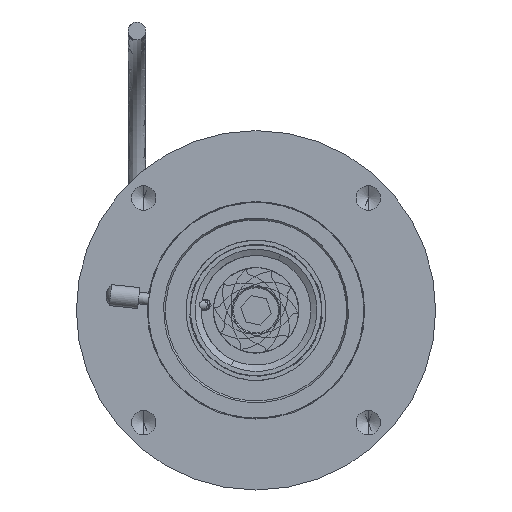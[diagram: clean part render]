
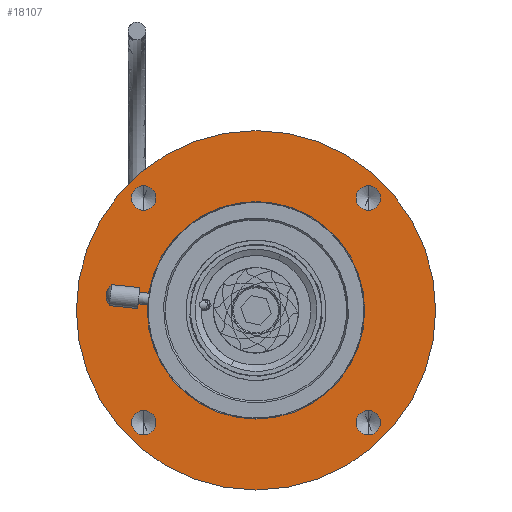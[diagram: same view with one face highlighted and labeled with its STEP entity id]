
A CAD part, left-side view. The second image highlights one B-rep face of the part: STEP entity #18107.
In plain terms, the highlighted planar face has unit normal (-1, 0, 0).
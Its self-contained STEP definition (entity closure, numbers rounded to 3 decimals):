
#1137 = CIRCLE ( 'NONE', #1911, 1.727 ) ;
#1911 = AXIS2_PLACEMENT_3D ( 'NONE', #24699, #56111, #29254 ) ;
#1928 = DIRECTION ( 'NONE',  ( 0., 0., 1. ) ) ;
#2407 = ORIENTED_EDGE ( 'NONE', *, *, #18968, .F. ) ;
#2623 = VERTEX_POINT ( 'NONE', #10353 ) ;
#3671 = CARTESIAN_POINT ( 'NONE',  ( 0., -15.875, -14.148 ) ) ;
#4677 = CARTESIAN_POINT ( 'NONE',  ( 0., 0., 0. ) ) ;
#4714 = CARTESIAN_POINT ( 'NONE',  ( 0., 0., -25.4 ) ) ;
#4767 = CARTESIAN_POINT ( 'NONE',  ( 0., 15.875, -15.875 ) ) ;
#4908 = EDGE_CURVE ( 'NONE', #13743, #57209, #33426, .T. ) ;
#5413 = AXIS2_PLACEMENT_3D ( 'NONE', #8902, #40335, #13399 ) ;
#5473 = ORIENTED_EDGE ( 'NONE', *, *, #41209, .F. ) ;
#5534 = FACE_BOUND ( 'NONE', #43512, .T. ) ;
#7220 = AXIS2_PLACEMENT_3D ( 'NONE', #45876, #18953, #50393 ) ;
#7433 = CARTESIAN_POINT ( 'NONE',  ( 0., 0., 0. ) ) ;
#7751 = DIRECTION ( 'NONE',  ( -1., 0., 0. ) ) ;
#8301 = CARTESIAN_POINT ( 'NONE',  ( 0., 0., 25.4 ) ) ;
#8544 = ORIENTED_EDGE ( 'NONE', *, *, #18472, .T. ) ;
#8638 = CARTESIAN_POINT ( 'NONE',  ( 0., -15.875, 15.875 ) ) ;
#8902 = CARTESIAN_POINT ( 'NONE',  ( 0., 15.875, -15.875 ) ) ;
#9200 = DIRECTION ( 'NONE',  ( 0., 0., 1. ) ) ;
#9278 = DIRECTION ( 'NONE',  ( 0., 0., 1. ) ) ;
#9543 = CIRCLE ( 'NONE', #32860, 1.727 ) ;
#10353 = CARTESIAN_POINT ( 'NONE',  ( 0., 0., 15.367 ) ) ;
#10997 = AXIS2_PLACEMENT_3D ( 'NONE', #14379, #45800, #18887 ) ;
#11911 = DIRECTION ( 'NONE',  ( 0., 0., 1. ) ) ;
#12341 = EDGE_CURVE ( 'NONE', #20786, #45290, #29266, .T. ) ;
#13138 = DIRECTION ( 'NONE',  ( 0., 0., 1. ) ) ;
#13399 = DIRECTION ( 'NONE',  ( 0., 0., 1. ) ) ;
#13743 = VERTEX_POINT ( 'NONE', #19976 ) ;
#14379 = CARTESIAN_POINT ( 'NONE',  ( 0., 15.875, 15.875 ) ) ;
#14905 = VERTEX_POINT ( 'NONE', #19351 ) ;
#15237 = CIRCLE ( 'NONE', #40126, 1.727 ) ;
#15839 = EDGE_CURVE ( 'NONE', #2623, #54918, #17055, .T. ) ;
#15931 = DIRECTION ( 'NONE',  ( -1., 0., 0. ) ) ;
#16033 = FACE_BOUND ( 'NONE', #41334, .T. ) ;
#16789 = EDGE_LOOP ( 'NONE', ( #43054, #42543 ) ) ;
#17055 = CIRCLE ( 'NONE', #36404, 15.367 ) ;
#18107 = ADVANCED_FACE ( 'NONE', ( #50504, #28047, #16033, #41379, #38573, #5534 ), #43720, .F. ) ;
#18472 = EDGE_CURVE ( 'NONE', #45290, #20786, #25148, .T. ) ;
#18887 = DIRECTION ( 'NONE',  ( 0., 0., 1. ) ) ;
#18953 = DIRECTION ( 'NONE',  ( -1., 0., 0. ) ) ;
#18968 = EDGE_CURVE ( 'NONE', #19519, #31318, #21613, .T. ) ;
#19322 = EDGE_CURVE ( 'NONE', #25829, #48751, #53226, .T. ) ;
#19351 = CARTESIAN_POINT ( 'NONE',  ( 0., -15.875, -17.602 ) ) ;
#19519 = VERTEX_POINT ( 'NONE', #51638 ) ;
#19743 = CARTESIAN_POINT ( 'NONE',  ( 0., 15.875, 15.875 ) ) ;
#19976 = CARTESIAN_POINT ( 'NONE',  ( 0., 15.875, -14.148 ) ) ;
#20786 = VERTEX_POINT ( 'NONE', #4714 ) ;
#21308 = DIRECTION ( 'NONE',  ( 0., 0., -1. ) ) ;
#21613 = CIRCLE ( 'NONE', #10997, 1.727 ) ;
#22513 = AXIS2_PLACEMENT_3D ( 'NONE', #4677, #36113, #9200 ) ;
#24295 = DIRECTION ( 'NONE',  ( 0., 0., 1. ) ) ;
#24699 = CARTESIAN_POINT ( 'NONE',  ( 0., -15.875, -15.875 ) ) ;
#25148 = CIRCLE ( 'NONE', #7220, 25.4 ) ;
#25303 = AXIS2_PLACEMENT_3D ( 'NONE', #7433, #38862, #11911 ) ;
#25829 = VERTEX_POINT ( 'NONE', #34451 ) ;
#26107 = EDGE_LOOP ( 'NONE', ( #33745, #56276 ) ) ;
#26863 = CARTESIAN_POINT ( 'NONE',  ( 0., 15.875, -17.602 ) ) ;
#27838 = EDGE_CURVE ( 'NONE', #40240, #14905, #1137, .T. ) ;
#28047 = FACE_BOUND ( 'NONE', #49885, .T. ) ;
#28519 = ORIENTED_EDGE ( 'NONE', *, *, #51799, .F. ) ;
#28888 = DIRECTION ( 'NONE',  ( -1., 0., 0. ) ) ;
#29254 = DIRECTION ( 'NONE',  ( 0., 0., 1. ) ) ;
#29266 = CIRCLE ( 'NONE', #25303, 25.4 ) ;
#30259 = CIRCLE ( 'NONE', #56385, 1.727 ) ;
#31318 = VERTEX_POINT ( 'NONE', #36885 ) ;
#32150 = CIRCLE ( 'NONE', #22513, 15.367 ) ;
#32860 = AXIS2_PLACEMENT_3D ( 'NONE', #4767, #36200, #9278 ) ;
#33426 = CIRCLE ( 'NONE', #5413, 1.727 ) ;
#33530 = CIRCLE ( 'NONE', #36942, 1.727 ) ;
#33745 = ORIENTED_EDGE ( 'NONE', *, *, #55923, .F. ) ;
#34451 = CARTESIAN_POINT ( 'NONE',  ( 0., -15.875, 14.148 ) ) ;
#34664 = CARTESIAN_POINT ( 'NONE',  ( 0., -15.875, 15.875 ) ) ;
#34732 = CARTESIAN_POINT ( 'NONE',  ( 0., 15.367, 0. ) ) ;
#36113 = DIRECTION ( 'NONE',  ( -1., 0., 0. ) ) ;
#36200 = DIRECTION ( 'NONE',  ( -1., 0., 0. ) ) ;
#36404 = AXIS2_PLACEMENT_3D ( 'NONE', #55757, #28888, #1928 ) ;
#36885 = CARTESIAN_POINT ( 'NONE',  ( 0., 15.875, 17.602 ) ) ;
#36942 = AXIS2_PLACEMENT_3D ( 'NONE', #34664, #7751, #39177 ) ;
#38573 = FACE_OUTER_BOUND ( 'NONE', #41982, .T. ) ;
#38779 = EDGE_CURVE ( 'NONE', #31318, #19519, #30259, .T. ) ;
#38862 = DIRECTION ( 'NONE',  ( -1., 0., 0. ) ) ;
#39177 = DIRECTION ( 'NONE',  ( 0., 0., 1. ) ) ;
#40072 = DIRECTION ( 'NONE',  ( -1., 0., 0. ) ) ;
#40126 = AXIS2_PLACEMENT_3D ( 'NONE', #42840, #15931, #47365 ) ;
#40240 = VERTEX_POINT ( 'NONE', #3671 ) ;
#40335 = DIRECTION ( 'NONE',  ( -1., 0., 0. ) ) ;
#41209 = EDGE_CURVE ( 'NONE', #57209, #13743, #9543, .T. ) ;
#41334 = EDGE_LOOP ( 'NONE', ( #49222, #5473 ) ) ;
#41379 = FACE_BOUND ( 'NONE', #16789, .T. ) ;
#41982 = EDGE_LOOP ( 'NONE', ( #8544, #44402 ) ) ;
#42543 = ORIENTED_EDGE ( 'NONE', *, *, #47539, .F. ) ;
#42565 = AXIS2_PLACEMENT_3D ( 'NONE', #34732, #48251, #21308 ) ;
#42840 = CARTESIAN_POINT ( 'NONE',  ( 0., -15.875, -15.875 ) ) ;
#43054 = ORIENTED_EDGE ( 'NONE', *, *, #15839, .F. ) ;
#43512 = EDGE_LOOP ( 'NONE', ( #52509, #2407 ) ) ;
#43720 = PLANE ( 'NONE',  #42565 ) ;
#44402 = ORIENTED_EDGE ( 'NONE', *, *, #12341, .T. ) ;
#45290 = VERTEX_POINT ( 'NONE', #8301 ) ;
#45800 = DIRECTION ( 'NONE',  ( -1., 0., 0. ) ) ;
#45876 = CARTESIAN_POINT ( 'NONE',  ( 0., 0., 0. ) ) ;
#47365 = DIRECTION ( 'NONE',  ( 0., 0., 1. ) ) ;
#47539 = EDGE_CURVE ( 'NONE', #54918, #2623, #32150, .T. ) ;
#48251 = DIRECTION ( 'NONE',  ( 1., 0., 0. ) ) ;
#48751 = VERTEX_POINT ( 'NONE', #49283 ) ;
#49038 = AXIS2_PLACEMENT_3D ( 'NONE', #8638, #40072, #13138 ) ;
#49222 = ORIENTED_EDGE ( 'NONE', *, *, #4908, .F. ) ;
#49283 = CARTESIAN_POINT ( 'NONE',  ( 0., -15.875, 17.602 ) ) ;
#49885 = EDGE_LOOP ( 'NONE', ( #55945, #28519 ) ) ;
#50393 = DIRECTION ( 'NONE',  ( 0., 0., 1. ) ) ;
#50504 = FACE_BOUND ( 'NONE', #26107, .T. ) ;
#51204 = DIRECTION ( 'NONE',  ( -1., 0., 0. ) ) ;
#51638 = CARTESIAN_POINT ( 'NONE',  ( 0., 15.875, 14.148 ) ) ;
#51799 = EDGE_CURVE ( 'NONE', #14905, #40240, #15237, .T. ) ;
#51868 = CARTESIAN_POINT ( 'NONE',  ( 0., 0., -15.367 ) ) ;
#52509 = ORIENTED_EDGE ( 'NONE', *, *, #38779, .F. ) ;
#53226 = CIRCLE ( 'NONE', #49038, 1.727 ) ;
#54918 = VERTEX_POINT ( 'NONE', #51868 ) ;
#55757 = CARTESIAN_POINT ( 'NONE',  ( 0., 0., 0. ) ) ;
#55923 = EDGE_CURVE ( 'NONE', #48751, #25829, #33530, .T. ) ;
#55945 = ORIENTED_EDGE ( 'NONE', *, *, #27838, .F. ) ;
#56111 = DIRECTION ( 'NONE',  ( -1., 0., 0. ) ) ;
#56276 = ORIENTED_EDGE ( 'NONE', *, *, #19322, .F. ) ;
#56385 = AXIS2_PLACEMENT_3D ( 'NONE', #19743, #51204, #24295 ) ;
#57209 = VERTEX_POINT ( 'NONE', #26863 ) ;
